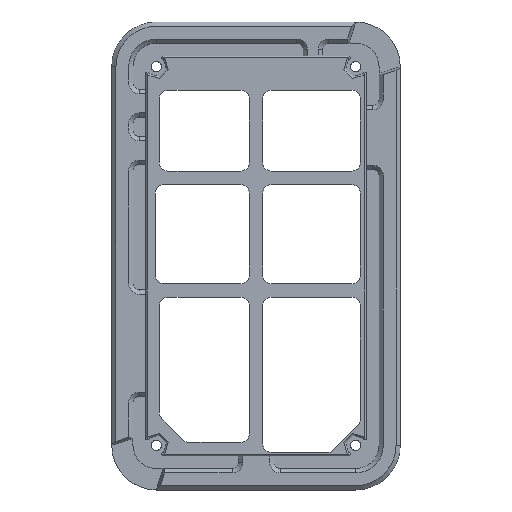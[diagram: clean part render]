
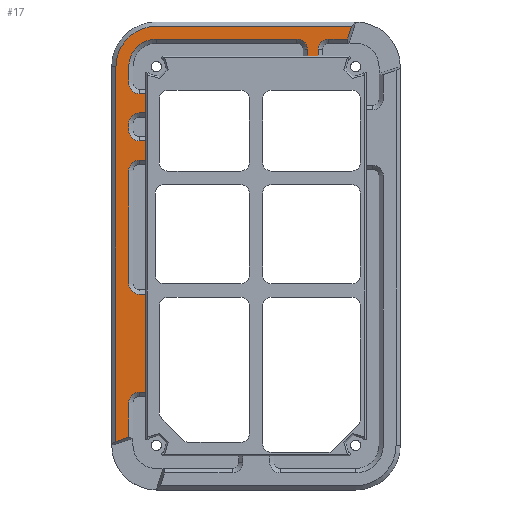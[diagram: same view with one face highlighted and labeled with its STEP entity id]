
A CAD part, top view. The second image highlights one B-rep face of the part: STEP entity #17.
In plain terms, the highlighted planar face has unit normal (0, 0, 1).
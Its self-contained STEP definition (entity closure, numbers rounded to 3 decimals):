
#17 = ADVANCED_FACE('',(#18),#284,.T.);
#18 = FACE_BOUND('',#19,.T.);
#19 = EDGE_LOOP('',(#20,#30,#38,#47,#55,#64,#72,#81,#89,#97,#105,#114,
    #122,#129,#137,#146,#154,#161,#169,#178,#186,#194,#202,#211,#219,
    #228,#236,#244,#252,#261,#269,#278));
#20 = ORIENTED_EDGE('',*,*,#21,.F.);
#21 = EDGE_CURVE('',#22,#24,#26,.T.);
#22 = VERTEX_POINT('',#23);
#23 = CARTESIAN_POINT('',(-25.9,38.125,1.58));
#24 = VERTEX_POINT('',#25);
#25 = CARTESIAN_POINT('',(-25.9,33.625,1.58));
#26 = LINE('',#27,#28);
#27 = CARTESIAN_POINT('',(-25.9,39.125,1.58));
#28 = VECTOR('',#29,1.);
#29 = DIRECTION('',(0.,-1.,0.));
#30 = ORIENTED_EDGE('',*,*,#31,.T.);
#31 = EDGE_CURVE('',#22,#32,#34,.T.);
#32 = VERTEX_POINT('',#33);
#33 = CARTESIAN_POINT('',(-27.4,38.125,1.58));
#34 = LINE('',#35,#36);
#35 = CARTESIAN_POINT('',(-25.9,38.125,1.58));
#36 = VECTOR('',#37,1.);
#37 = DIRECTION('',(-1.,-0.,-0.));
#38 = ORIENTED_EDGE('',*,*,#39,.T.);
#39 = EDGE_CURVE('',#32,#40,#42,.T.);
#40 = VERTEX_POINT('',#41);
#41 = CARTESIAN_POINT('',(-29.9,40.625,1.58));
#42 = CIRCLE('',#43,2.5);
#43 = AXIS2_PLACEMENT_3D('',#44,#45,#46);
#44 = CARTESIAN_POINT('',(-27.4,40.625,1.58));
#45 = DIRECTION('',(-0.,-0.,-1.));
#46 = DIRECTION('',(0.,-1.,0.));
#47 = ORIENTED_EDGE('',*,*,#48,.T.);
#48 = EDGE_CURVE('',#40,#49,#51,.T.);
#49 = VERTEX_POINT('',#50);
#50 = CARTESIAN_POINT('',(-29.9,44.475,1.58));
#51 = LINE('',#52,#53);
#52 = CARTESIAN_POINT('',(-29.9,40.625,1.58));
#53 = VECTOR('',#54,1.);
#54 = DIRECTION('',(0.,1.,0.));
#55 = ORIENTED_EDGE('',*,*,#56,.T.);
#56 = EDGE_CURVE('',#49,#57,#59,.T.);
#57 = VERTEX_POINT('',#58);
#58 = CARTESIAN_POINT('',(-23.4,50.975,1.58));
#59 = CIRCLE('',#60,6.5);
#60 = AXIS2_PLACEMENT_3D('',#61,#62,#63);
#61 = CARTESIAN_POINT('',(-23.4,44.475,1.58));
#62 = DIRECTION('',(0.,0.,-1.));
#63 = DIRECTION('',(-1.,0.,0.));
#64 = ORIENTED_EDGE('',*,*,#65,.T.);
#65 = EDGE_CURVE('',#57,#66,#68,.T.);
#66 = VERTEX_POINT('',#67);
#67 = CARTESIAN_POINT('',(9.6,50.975,1.58));
#68 = LINE('',#69,#70);
#69 = CARTESIAN_POINT('',(-23.4,50.975,1.58));
#70 = VECTOR('',#71,1.);
#71 = DIRECTION('',(1.,0.,0.));
#72 = ORIENTED_EDGE('',*,*,#73,.T.);
#73 = EDGE_CURVE('',#66,#74,#76,.T.);
#74 = VERTEX_POINT('',#75);
#75 = CARTESIAN_POINT('',(12.1,48.475,1.58));
#76 = CIRCLE('',#77,2.5);
#77 = AXIS2_PLACEMENT_3D('',#78,#79,#80);
#78 = CARTESIAN_POINT('',(9.6,48.475,1.58));
#79 = DIRECTION('',(0.,0.,-1.));
#80 = DIRECTION('',(0.,1.,0.));
#81 = ORIENTED_EDGE('',*,*,#82,.T.);
#82 = EDGE_CURVE('',#74,#83,#85,.T.);
#83 = VERTEX_POINT('',#84);
#84 = CARTESIAN_POINT('',(12.1,46.975,1.58));
#85 = LINE('',#86,#87);
#86 = CARTESIAN_POINT('',(12.1,48.475,1.58));
#87 = VECTOR('',#88,1.);
#88 = DIRECTION('',(0.,-1.,0.));
#89 = ORIENTED_EDGE('',*,*,#90,.T.);
#90 = EDGE_CURVE('',#83,#91,#93,.T.);
#91 = VERTEX_POINT('',#92);
#92 = CARTESIAN_POINT('',(14.6,46.975,1.58));
#93 = LINE('',#94,#95);
#94 = CARTESIAN_POINT('',(11.1,46.975,1.58));
#95 = VECTOR('',#96,1.);
#96 = DIRECTION('',(1.,0.,0.));
#97 = ORIENTED_EDGE('',*,*,#98,.T.);
#98 = EDGE_CURVE('',#91,#99,#101,.T.);
#99 = VERTEX_POINT('',#100);
#100 = CARTESIAN_POINT('',(14.6,48.475,1.58));
#101 = LINE('',#102,#103);
#102 = CARTESIAN_POINT('',(14.6,46.975,1.58));
#103 = VECTOR('',#104,1.);
#104 = DIRECTION('',(0.,1.,0.));
#105 = ORIENTED_EDGE('',*,*,#106,.T.);
#106 = EDGE_CURVE('',#99,#107,#109,.T.);
#107 = VERTEX_POINT('',#108);
#108 = CARTESIAN_POINT('',(17.1,50.975,1.58));
#109 = CIRCLE('',#110,2.5);
#110 = AXIS2_PLACEMENT_3D('',#111,#112,#113);
#111 = CARTESIAN_POINT('',(17.1,48.475,1.58));
#112 = DIRECTION('',(0.,0.,-1.));
#113 = DIRECTION('',(-1.,0.,0.));
#114 = ORIENTED_EDGE('',*,*,#115,.T.);
#115 = EDGE_CURVE('',#107,#116,#118,.T.);
#116 = VERTEX_POINT('',#117);
#117 = CARTESIAN_POINT('',(21.533,50.975,1.58));
#118 = LINE('',#119,#120);
#119 = CARTESIAN_POINT('',(17.1,50.975,1.58));
#120 = VECTOR('',#121,1.);
#121 = DIRECTION('',(1.,0.,0.));
#122 = ORIENTED_EDGE('',*,*,#123,.T.);
#123 = EDGE_CURVE('',#116,#124,#126,.T.);
#124 = VERTEX_POINT('',#125);
#125 = CARTESIAN_POINT('',(22.475,53.975,1.58));
#126 = B_SPLINE_CURVE_WITH_KNOTS('',1,(#127,#128),.UNSPECIFIED.,.F.,.F.,
  (2,2),(0.,1.),.PIECEWISE_BEZIER_KNOTS.);
#127 = CARTESIAN_POINT('',(21.036,49.393,1.58));
#128 = CARTESIAN_POINT('',(22.475,53.975,1.58));
#129 = ORIENTED_EDGE('',*,*,#130,.F.);
#130 = EDGE_CURVE('',#131,#124,#133,.T.);
#131 = VERTEX_POINT('',#132);
#132 = CARTESIAN_POINT('',(-23.4,53.975,1.58));
#133 = LINE('',#134,#135);
#134 = CARTESIAN_POINT('',(-23.4,53.975,1.58));
#135 = VECTOR('',#136,1.);
#136 = DIRECTION('',(1.,0.,0.));
#137 = ORIENTED_EDGE('',*,*,#138,.F.);
#138 = EDGE_CURVE('',#139,#131,#141,.T.);
#139 = VERTEX_POINT('',#140);
#140 = CARTESIAN_POINT('',(-32.9,44.475,1.58));
#141 = CIRCLE('',#142,9.5);
#142 = AXIS2_PLACEMENT_3D('',#143,#144,#145);
#143 = CARTESIAN_POINT('',(-23.4,44.475,1.58));
#144 = DIRECTION('',(0.,0.,-1.));
#145 = DIRECTION('',(-1.,0.,0.));
#146 = ORIENTED_EDGE('',*,*,#147,.F.);
#147 = EDGE_CURVE('',#148,#139,#150,.T.);
#148 = VERTEX_POINT('',#149);
#149 = CARTESIAN_POINT('',(-32.9,-43.55,1.58));
#150 = LINE('',#151,#152);
#151 = CARTESIAN_POINT('',(-32.9,-44.475,1.58));
#152 = VECTOR('',#153,1.);
#153 = DIRECTION('',(0.,1.,0.));
#154 = ORIENTED_EDGE('',*,*,#155,.T.);
#155 = EDGE_CURVE('',#148,#156,#158,.T.);
#156 = VERTEX_POINT('',#157);
#157 = CARTESIAN_POINT('',(-29.9,-42.608,1.58));
#158 = B_SPLINE_CURVE_WITH_KNOTS('',1,(#159,#160),.UNSPECIFIED.,.F.,.F.,
  (2,2),(0.,1.),.PIECEWISE_BEZIER_KNOTS.);
#159 = CARTESIAN_POINT('',(-32.9,-43.55,1.58));
#160 = CARTESIAN_POINT('',(-28.318,-42.111,1.58));
#161 = ORIENTED_EDGE('',*,*,#162,.F.);
#162 = EDGE_CURVE('',#163,#156,#165,.T.);
#163 = VERTEX_POINT('',#164);
#164 = CARTESIAN_POINT('',(-29.9,-34.475,1.58));
#165 = LINE('',#166,#167);
#166 = CARTESIAN_POINT('',(-29.9,-34.475,1.58));
#167 = VECTOR('',#168,1.);
#168 = DIRECTION('',(0.,-1.,-0.));
#169 = ORIENTED_EDGE('',*,*,#170,.F.);
#170 = EDGE_CURVE('',#171,#163,#173,.T.);
#171 = VERTEX_POINT('',#172);
#172 = CARTESIAN_POINT('',(-27.4,-31.975,1.58));
#173 = CIRCLE('',#174,2.5);
#174 = AXIS2_PLACEMENT_3D('',#175,#176,#177);
#175 = CARTESIAN_POINT('',(-27.4,-34.475,1.58));
#176 = DIRECTION('',(0.,-0.,1.));
#177 = DIRECTION('',(0.,1.,0.));
#178 = ORIENTED_EDGE('',*,*,#179,.F.);
#179 = EDGE_CURVE('',#180,#171,#182,.T.);
#180 = VERTEX_POINT('',#181);
#181 = CARTESIAN_POINT('',(-25.9,-31.975,1.58));
#182 = LINE('',#183,#184);
#183 = CARTESIAN_POINT('',(-25.9,-31.975,1.58));
#184 = VECTOR('',#185,1.);
#185 = DIRECTION('',(-1.,0.,0.));
#186 = ORIENTED_EDGE('',*,*,#187,.F.);
#187 = EDGE_CURVE('',#188,#180,#190,.T.);
#188 = VERTEX_POINT('',#189);
#189 = CARTESIAN_POINT('',(-25.9,-8.975,1.58));
#190 = LINE('',#191,#192);
#191 = CARTESIAN_POINT('',(-25.9,-7.975,1.58));
#192 = VECTOR('',#193,1.);
#193 = DIRECTION('',(0.,-1.,0.));
#194 = ORIENTED_EDGE('',*,*,#195,.T.);
#195 = EDGE_CURVE('',#188,#196,#198,.T.);
#196 = VERTEX_POINT('',#197);
#197 = CARTESIAN_POINT('',(-27.4,-8.975,1.58));
#198 = LINE('',#199,#200);
#199 = CARTESIAN_POINT('',(-25.9,-8.975,1.58));
#200 = VECTOR('',#201,1.);
#201 = DIRECTION('',(-1.,-0.,-0.));
#202 = ORIENTED_EDGE('',*,*,#203,.T.);
#203 = EDGE_CURVE('',#196,#204,#206,.T.);
#204 = VERTEX_POINT('',#205);
#205 = CARTESIAN_POINT('',(-29.9,-6.475,1.58));
#206 = CIRCLE('',#207,2.5);
#207 = AXIS2_PLACEMENT_3D('',#208,#209,#210);
#208 = CARTESIAN_POINT('',(-27.4,-6.475,1.58));
#209 = DIRECTION('',(-0.,-0.,-1.));
#210 = DIRECTION('',(0.,-1.,0.));
#211 = ORIENTED_EDGE('',*,*,#212,.T.);
#212 = EDGE_CURVE('',#204,#213,#215,.T.);
#213 = VERTEX_POINT('',#214);
#214 = CARTESIAN_POINT('',(-29.9,20.025,1.58));
#215 = LINE('',#216,#217);
#216 = CARTESIAN_POINT('',(-29.9,-6.475,1.58));
#217 = VECTOR('',#218,1.);
#218 = DIRECTION('',(0.,1.,0.));
#219 = ORIENTED_EDGE('',*,*,#220,.T.);
#220 = EDGE_CURVE('',#213,#221,#223,.T.);
#221 = VERTEX_POINT('',#222);
#222 = CARTESIAN_POINT('',(-27.4,22.525,1.58));
#223 = CIRCLE('',#224,2.5);
#224 = AXIS2_PLACEMENT_3D('',#225,#226,#227);
#225 = CARTESIAN_POINT('',(-27.4,20.025,1.58));
#226 = DIRECTION('',(-0.,0.,-1.));
#227 = DIRECTION('',(-1.,0.,0.));
#228 = ORIENTED_EDGE('',*,*,#229,.T.);
#229 = EDGE_CURVE('',#221,#230,#232,.T.);
#230 = VERTEX_POINT('',#231);
#231 = CARTESIAN_POINT('',(-25.9,22.525,1.58));
#232 = LINE('',#233,#234);
#233 = CARTESIAN_POINT('',(-27.4,22.525,1.58));
#234 = VECTOR('',#235,1.);
#235 = DIRECTION('',(1.,0.,0.));
#236 = ORIENTED_EDGE('',*,*,#237,.F.);
#237 = EDGE_CURVE('',#238,#230,#240,.T.);
#238 = VERTEX_POINT('',#239);
#239 = CARTESIAN_POINT('',(-25.9,27.025,1.58));
#240 = LINE('',#241,#242);
#241 = CARTESIAN_POINT('',(-25.9,28.025,1.58));
#242 = VECTOR('',#243,1.);
#243 = DIRECTION('',(0.,-1.,0.));
#244 = ORIENTED_EDGE('',*,*,#245,.T.);
#245 = EDGE_CURVE('',#238,#246,#248,.T.);
#246 = VERTEX_POINT('',#247);
#247 = CARTESIAN_POINT('',(-27.4,27.025,1.58));
#248 = LINE('',#249,#250);
#249 = CARTESIAN_POINT('',(-25.9,27.025,1.58));
#250 = VECTOR('',#251,1.);
#251 = DIRECTION('',(-1.,-0.,-0.));
#252 = ORIENTED_EDGE('',*,*,#253,.T.);
#253 = EDGE_CURVE('',#246,#254,#256,.T.);
#254 = VERTEX_POINT('',#255);
#255 = CARTESIAN_POINT('',(-29.9,29.525,1.58));
#256 = CIRCLE('',#257,2.5);
#257 = AXIS2_PLACEMENT_3D('',#258,#259,#260);
#258 = CARTESIAN_POINT('',(-27.4,29.525,1.58));
#259 = DIRECTION('',(-0.,-0.,-1.));
#260 = DIRECTION('',(0.,-1.,0.));
#261 = ORIENTED_EDGE('',*,*,#262,.T.);
#262 = EDGE_CURVE('',#254,#263,#265,.T.);
#263 = VERTEX_POINT('',#264);
#264 = CARTESIAN_POINT('',(-29.9,31.125,1.58));
#265 = LINE('',#266,#267);
#266 = CARTESIAN_POINT('',(-29.9,29.525,1.58));
#267 = VECTOR('',#268,1.);
#268 = DIRECTION('',(0.,1.,0.));
#269 = ORIENTED_EDGE('',*,*,#270,.T.);
#270 = EDGE_CURVE('',#263,#271,#273,.T.);
#271 = VERTEX_POINT('',#272);
#272 = CARTESIAN_POINT('',(-27.4,33.625,1.58));
#273 = CIRCLE('',#274,2.5);
#274 = AXIS2_PLACEMENT_3D('',#275,#276,#277);
#275 = CARTESIAN_POINT('',(-27.4,31.125,1.58));
#276 = DIRECTION('',(-0.,0.,-1.));
#277 = DIRECTION('',(-1.,0.,0.));
#278 = ORIENTED_EDGE('',*,*,#279,.T.);
#279 = EDGE_CURVE('',#271,#24,#280,.T.);
#280 = LINE('',#281,#282);
#281 = CARTESIAN_POINT('',(-27.4,33.625,1.58));
#282 = VECTOR('',#283,1.);
#283 = DIRECTION('',(1.,0.,0.));
#284 = PLANE('',#285);
#285 = AXIS2_PLACEMENT_3D('',#286,#287,#288);
#286 = CARTESIAN_POINT('',(-0.178,0.49,1.58));
#287 = DIRECTION('',(0.,0.,1.));
#288 = DIRECTION('',(1.,0.,0.));
